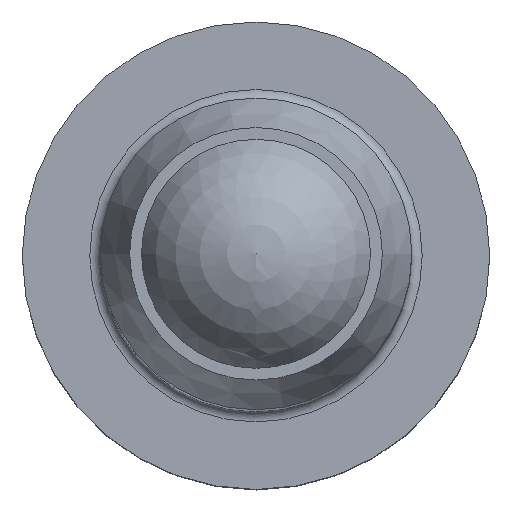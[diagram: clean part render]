
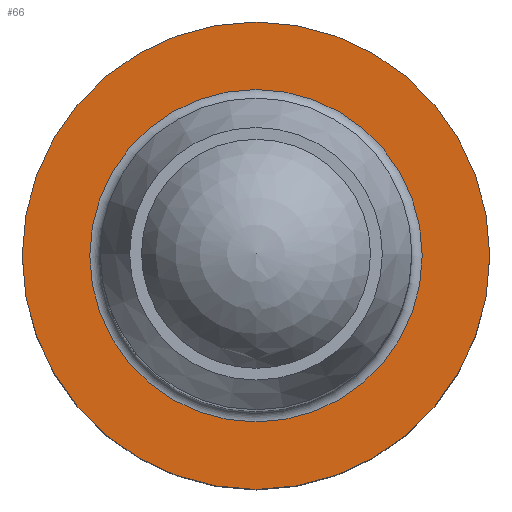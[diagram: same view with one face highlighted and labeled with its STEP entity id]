
A CAD part, top view. The second image highlights one B-rep face of the part: STEP entity #66.
In plain terms, the highlighted planar face has unit normal (0, 0, 1).
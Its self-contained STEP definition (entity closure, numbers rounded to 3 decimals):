
#66 = ADVANCED_FACE( '', ( #140, #141 ), #142, .F. );
#140 = FACE_BOUND( '', #223, .T. );
#141 = FACE_OUTER_BOUND( '', #224, .T. );
#142 = PLANE( '', #225 );
#223 = EDGE_LOOP( '', ( #340 ) );
#224 = EDGE_LOOP( '', ( #341 ) );
#225 = AXIS2_PLACEMENT_3D( '', #342, #343, #344 );
#340 = ORIENTED_EDGE( '', *, *, #469, .T. );
#341 = ORIENTED_EDGE( '', *, *, #462, .F. );
#342 = CARTESIAN_POINT( '', ( 0., 0., 0. ) );
#343 = DIRECTION( '', ( 0., 0., -1. ) );
#344 = DIRECTION( '', ( -1., 0., 0. ) );
#462 = EDGE_CURVE( '', #541, #541, #542, .T. );
#469 = EDGE_CURVE( '', #551, #551, #552, .T. );
#541 = VERTEX_POINT( '', #642 );
#542 = CIRCLE( '', #643, 18. );
#551 = VERTEX_POINT( '', #654 );
#552 = CIRCLE( '', #655, 12.8 );
#642 = CARTESIAN_POINT( '', ( 18., 0., 0. ) );
#643 = AXIS2_PLACEMENT_3D( '', #726, #727, #728 );
#654 = CARTESIAN_POINT( '', ( -12.8, 0., 0. ) );
#655 = AXIS2_PLACEMENT_3D( '', #734, #735, #736 );
#726 = CARTESIAN_POINT( '', ( 0., 0., 0. ) );
#727 = DIRECTION( '', ( 0., 0., -1. ) );
#728 = DIRECTION( '', ( 1., 0., 0. ) );
#734 = CARTESIAN_POINT( '', ( 0., 0., 0. ) );
#735 = DIRECTION( '', ( 0., 0., -1. ) );
#736 = DIRECTION( '', ( -1., 0., 0. ) );
